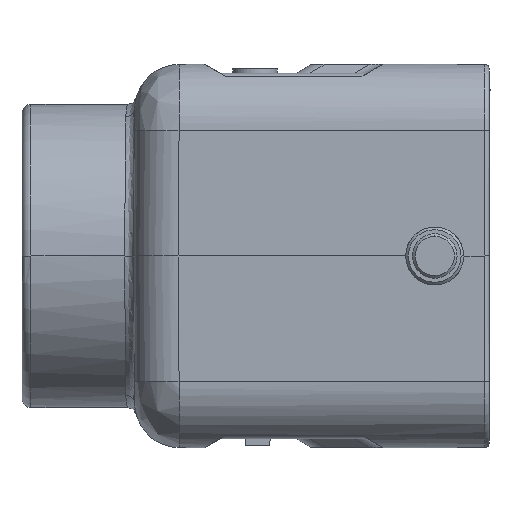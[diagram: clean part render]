
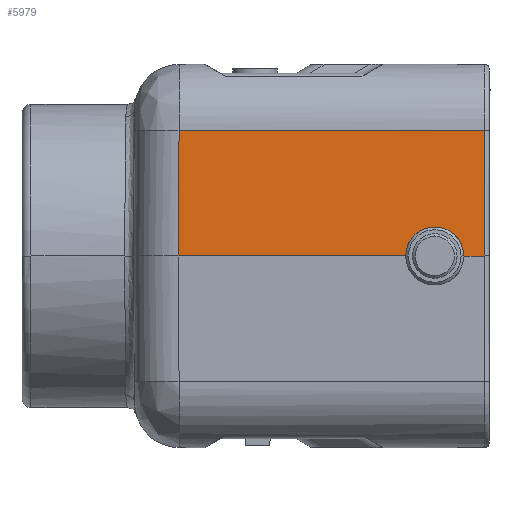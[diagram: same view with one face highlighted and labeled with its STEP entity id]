
A CAD part, left-side view. The second image highlights one B-rep face of the part: STEP entity #5979.
In plain terms, the highlighted planar face has unit normal (-1, 0, 0.009).
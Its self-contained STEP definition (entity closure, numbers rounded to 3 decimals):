
#300=DIRECTION('',(0.009,0.,1.));
#301=VECTOR('',#300,14.066);
#302=CARTESIAN_POINT('',(-30.,0.6,0.));
#303=LINE('',#302,#301);
#304=CARTESIAN_POINT('',(-30.,2.95,0.));
#305=CARTESIAN_POINT('',(-29.998,2.95,0.268));
#306=CARTESIAN_POINT('',(-29.993,3.014,0.785));
#307=CARTESIAN_POINT('',(-29.987,3.295,1.528));
#308=CARTESIAN_POINT('',(-29.981,3.746,2.179));
#309=CARTESIAN_POINT('',(-29.976,4.331,2.697));
#310=CARTESIAN_POINT('',(-29.973,5.03,3.066));
#311=CARTESIAN_POINT('',(-29.972,5.796,3.257));
#312=CARTESIAN_POINT('',(-29.972,6.583,3.259));
#313=CARTESIAN_POINT('',(-29.973,7.348,3.074));
#314=CARTESIAN_POINT('',(-29.976,8.05,2.71));
#315=CARTESIAN_POINT('',(-29.981,8.642,2.192));
#316=CARTESIAN_POINT('',(-29.987,9.101,1.537));
#317=CARTESIAN_POINT('',(-29.993,9.386,0.787));
#318=CARTESIAN_POINT('',(-29.998,9.45,0.268));
#319=CARTESIAN_POINT('',(-30.,9.45,0.));
#321=DIRECTION('',(0.,1.,0.));
#322=VECTOR('',#321,25.55);
#323=CARTESIAN_POINT('',(-30.,9.45,0.));
#324=LINE('',#323,#322);
#325=DIRECTION('',(0.009,-0.009,1.));
#326=VECTOR('',#325,14.067);
#327=CARTESIAN_POINT('',(-30.,35.,0.));
#328=LINE('',#327,#326);
#329=DIRECTION('',(0.,1.,0.));
#330=VECTOR('',#329,2.35);
#331=CARTESIAN_POINT('',(-30.,0.6,0.));
#332=LINE('',#331,#330);
#1311=DIRECTION('',(0.,1.,0.));
#1312=VECTOR('',#1311,34.277);
#1313=CARTESIAN_POINT('',(-29.877,0.6,14.065));
#1314=LINE('',#1313,#1312);
#4643=CARTESIAN_POINT('',(-30.,0.6,0.));
#4644=CARTESIAN_POINT('',(-29.877,0.6,14.065));
#4645=VERTEX_POINT('',#4643);
#4646=VERTEX_POINT('',#4644);
#4647=VERTEX_POINT('',#304);
#4648=VERTEX_POINT('',#319);
#4649=CARTESIAN_POINT('',(-30.,35.,
0.));
#4650=VERTEX_POINT('',#4649);
#4651=CARTESIAN_POINT('',(-29.877,34.877,14.065));
#4652=VERTEX_POINT('',#4651);
#5961=CARTESIAN_POINT('',(-30.,40.,0.));
#5962=DIRECTION('',(-1.,0.,0.009));
#5963=DIRECTION('',(0.,-1.,0.));
#5964=AXIS2_PLACEMENT_3D('',#5961,#5962,#5963);
#5965=PLANE('',#5964);
#5967=ORIENTED_EDGE('',*,*,#5966,.T.);
#5969=ORIENTED_EDGE('',*,*,#5968,.T.);
#5971=ORIENTED_EDGE('',*,*,#5970,.T.);
#5973=ORIENTED_EDGE('',*,*,#5972,.F.);
#5974=ORIENTED_EDGE('',*,*,#5951,.F.);
#5976=ORIENTED_EDGE('',*,*,#5975,.T.);
#5977=EDGE_LOOP('',(#5967,#5969,#5971,#5973,#5974,#5976));
#5978=FACE_OUTER_BOUND('',#5977,.F.);
#5979=ADVANCED_FACE('',(#5978),#5965,.T.);
#320=B_SPLINE_CURVE_WITH_KNOTS('',3,(#304,#305,#306,#307,#308,#309,#310,#311,
#312,#313,#314,#315,#316,#317,#318,#319),.UNSPECIFIED.,.F.,.F.,(4,1,1,1,1,1,1,1,
1,1,1,1,1,4),(0.,0.077,0.154,0.231,
0.308,0.385,0.462,0.538,
0.615,0.692,0.769,0.846,
0.923,1.),.UNSPECIFIED.);
#5951=EDGE_CURVE('',#4645,#4646,#303,.T.);
#5966=EDGE_CURVE('',#4647,#4648,#320,.T.);
#5968=EDGE_CURVE('',#4648,#4650,#324,.T.);
#5970=EDGE_CURVE('',#4650,#4652,#328,.T.);
#5972=EDGE_CURVE('',#4646,#4652,#1314,.T.);
#5975=EDGE_CURVE('',#4645,#4647,#332,.T.);
